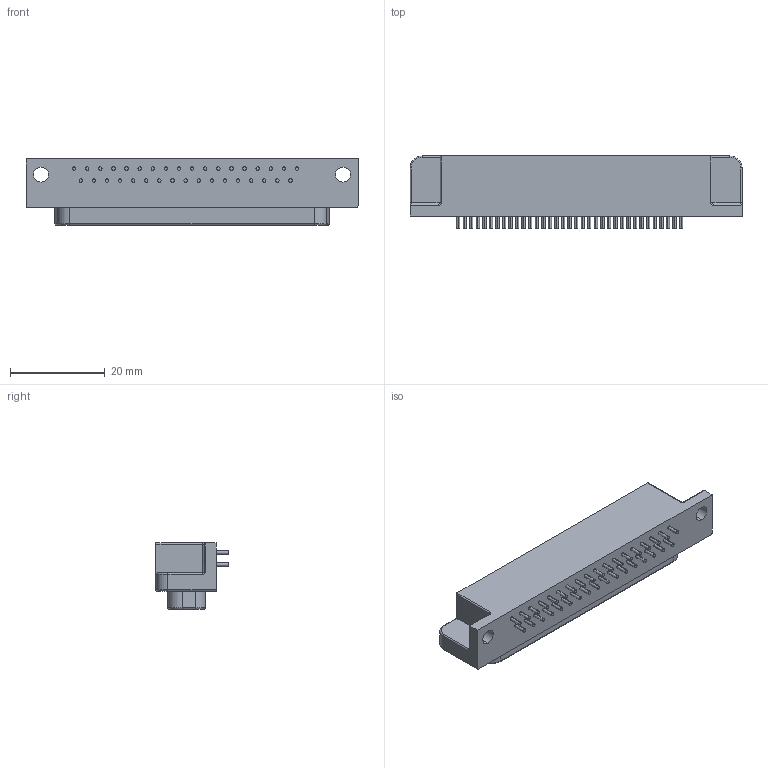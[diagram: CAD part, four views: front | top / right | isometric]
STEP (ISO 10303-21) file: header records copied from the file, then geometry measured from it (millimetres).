
FILE_DESCRIPTION (( 'STEP AP214' ), '1' );
FILE_NAME ('F7AC8537-4253-47D0-9A4C-C5F9D5583BF4.STEP', '2008-08-04T13:37:55', ( 'sysAdmin' ), ( 'SolidWorks' ), 'SwSTEP 2.0', 'SolidWorks 2008', '' );
FILE_SCHEMA (( 'AUTOMOTIVE_DESIGN' ));
Length unit declared in the file: inch
Products named in the file (1): F7AC8537-4253-47D0-9A4C-C5F9D5583BF4
Bounding box: 70.1 x 15.24 x 13.97 mm (x, y, z)
Volume: 9665.5 mm3; surface area: 4845.4 mm2
Topology: 1 solids, 1 shells, 356 faces, 736 edges, 455 vertices
Faces by surface type: cylinder 176, torus 91, plane 89
Entity records: 9691 total; most frequent: DIRECTION 1960, CARTESIAN_POINT 1560, ORIENTED_EDGE 1472, AXIS2_PLACEMENT_3D 871, EDGE_CURVE 736, CIRCLE 514, VERTEX_POINT 455, EDGE_LOOP 433
